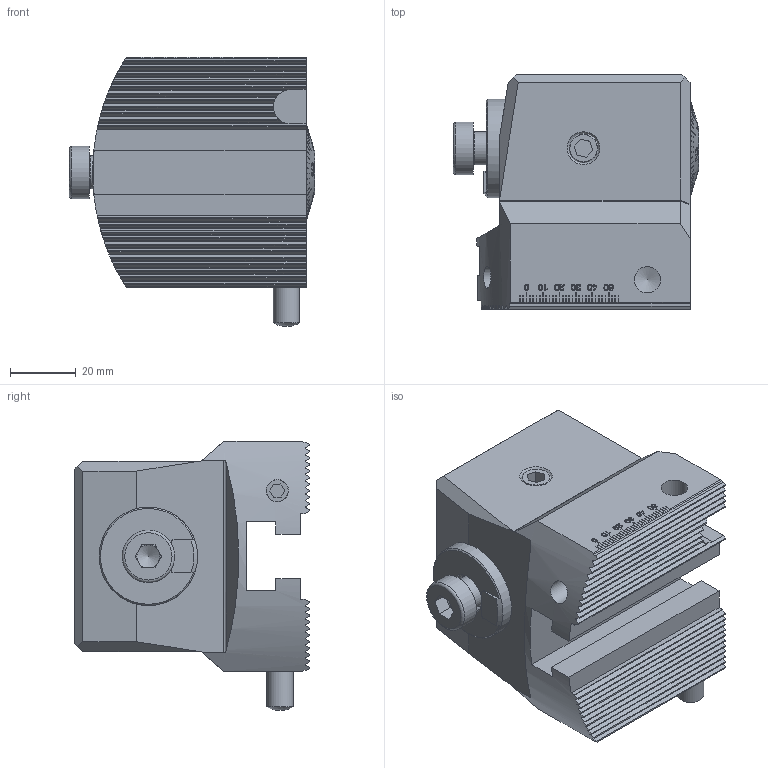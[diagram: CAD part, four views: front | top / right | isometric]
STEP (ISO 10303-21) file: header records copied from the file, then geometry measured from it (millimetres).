
FILE_DESCRIPTION (( 'STEP AP214' ), '1' );
FILE_NAME ('VK1.F0U.AA4.075.STEP', '2020-12-15T08:19:54', ( '' ), ( '' ), 'SwSTEP 2.0', 'SolidWorks 2017', '' );
FILE_SCHEMA (( 'AUTOMOTIVE_DESIGN' ));
Length unit declared in the file: millimetre
Products named in the file (17): F55-BG1.012.012_A; DIN 3771 - 25x1.5; A55-BG3.011.033_A_gek〉zt; A55-BG2.011.016_D; DIN 7984 - M10 x 16; F72-BG1.AA4.030; ISO 4026 - M10 x 10; A55-BG2.013.005_C; VK1.F0U.AA4.075; A55-BG2.012.006_B; F72-BG2.014.020_B_mit Gewinde; WCB-ER2.001.009_A; ISO 4028 - M8 x 35; VK1-F0U.AA3.075_A; ISO 8734 - 8 x 20 m6; F72-BG1.DA3.030_A; Klebstoff D10
Assembly tree (16 placements, depth 3):
  VK1.F0U.AA4.075
    VK1-F0U.AA3.075_A
    ISO 8734 - 8 x 20 m6
    ISO 4028 - M8 x 35
    ISO 4026 - M10 x 10
    Klebstoff D10
    F72-BG1.AA4.030
      F72-BG1.DA3.030_A
      F55-BG1.012.012_A
      A55-BG2.011.016_D
      A55-BG2.013.005_C
      DIN 3771 - 25x1.5
      A55-BG2.012.006_B
      F72-BG2.014.020_B_mit Gewinde
    A55-BG3.011.033_A_gek〉zt
    WCB-ER2.001.009_A
    DIN 7984 - M10 x 16
Bounding box: 74.7 x 71.58 x 81.95 mm (x, y, z)
Volume: 238219.2 mm3; surface area: 56300.3 mm2
Topology: 15 solids, 15 shells, 968 faces, 2571 edges, 1668 vertices
Faces by surface type: plane 624, bspline 114, cone 104, cylinder 102, torus 21, sphere 3
Full cylindrical faces by diameter (mm): 3.3 x2, 4 x1, 4.2 x1, 5.25 x1, 5.5 x1, 6.8 x1, 8 x6, 8.5 x2, 9.95 x1, 10 x4, 11.4 x1, 11.5 x1, 11.6 x1, 11.95 x1, 12 x4, 12.4 x1, 13 x1, 14 x2, 16 x1, 18 x1, 20 x1, 22 x1, 25 x3, 29.9 x1, 29.98 x1, 30 x3
Entity records: 44298 total; most frequent: CARTESIAN_POINT 15196, ORIENTED_EDGE 4880, DIRECTION 3793, EDGE_CURVE 2440, VERTEX_POINT 1644, LINE 1347, VECTOR 1347, AXIS2_PLACEMENT_3D 1223
